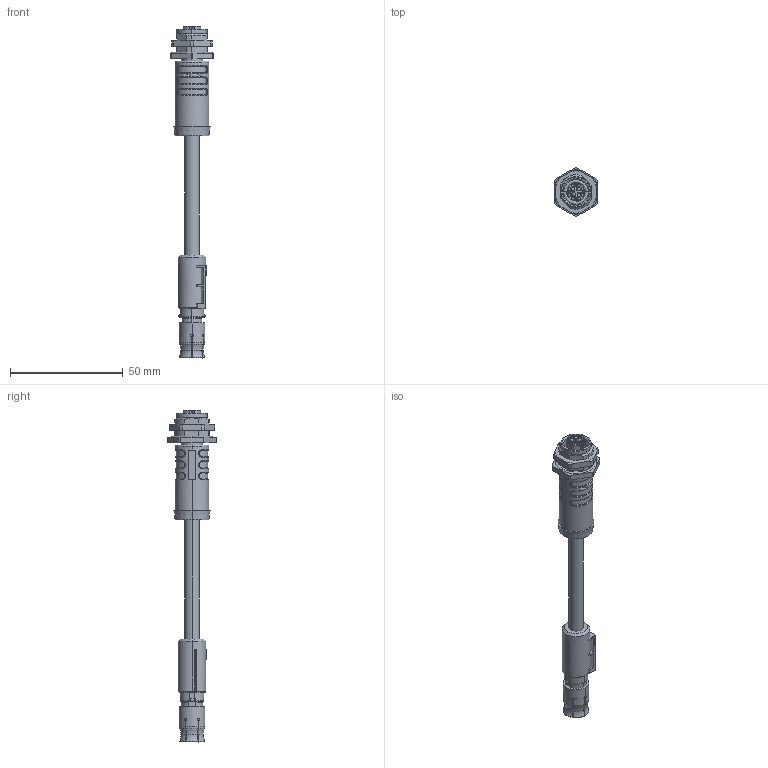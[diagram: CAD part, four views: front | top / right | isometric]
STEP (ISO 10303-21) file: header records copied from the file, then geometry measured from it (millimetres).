
FILE_DESCRIPTION(('CATIA V5 STEP Exchange','CAx-IF Rec.Pracs.--- Model Styling and Organization---1.5--- 2016-08-15','CAx-IF Rec.Pracs.---Supplemental Geometry---1.0---2011-11-01','CAx-IF Rec.Pracs.--- Composite Materials ---1.1---2010-07-15'),'2;1');
FILE_NAME ('477752-2_0', '2025-05-12T05:24:18+00:00', ('none'), ('Weidmueller'), 'CATIA Version 5-6 Release 2022 SP4 HF5', 'CATIA V5 STEP AP214 v3', 'none');
FILE_SCHEMA(('AUTOMOTIVE_DESIGN { 1 0 10303 214 1 1 1 1 }'));
Length unit declared in the file: millimetre
Products named in the file (1): 2503550000
Bounding box: 19 x 21.5 x 147 mm (x, y, z)
Volume: 14215.8 mm3; surface area: 8060.2 mm2
Topology: 1 solids, 2 shells, 768 faces, 2086 edges, 1340 vertices
Faces by surface type: cylinder 317, plane 238, torus 120, bspline 58, cone 33, sphere 2
Entity records: 27596 total; most frequent: CARTESIAN_POINT 9499, ORIENTED_EDGE 4162, DIRECTION 2792, EDGE_CURVE 2081, VERTEX_POINT 1340, AXIS2_PLACEMENT_3D 1251, VECTOR 851, LINE 851
